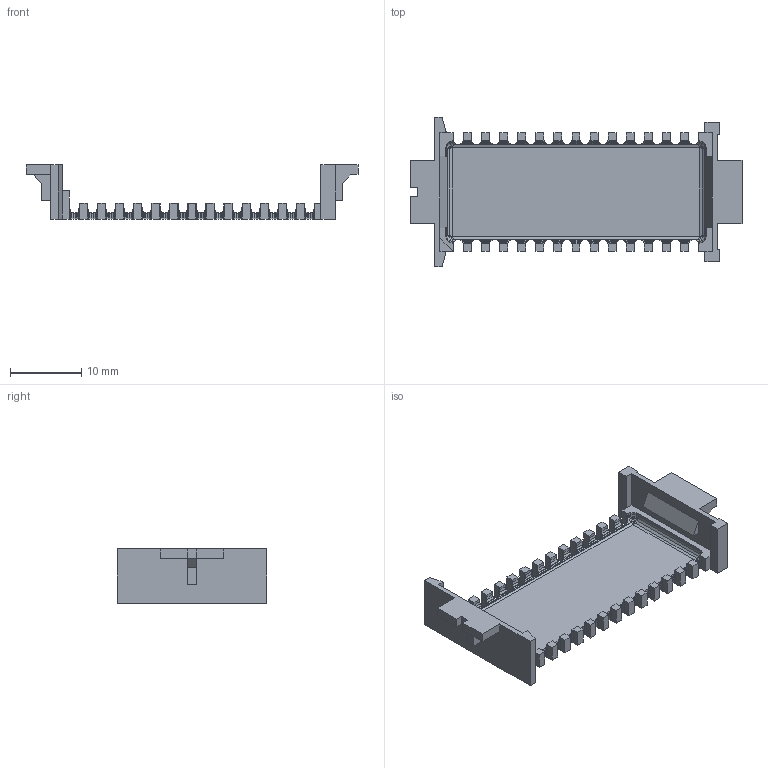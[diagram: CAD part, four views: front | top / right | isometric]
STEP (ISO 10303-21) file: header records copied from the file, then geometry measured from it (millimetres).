
FILE_DESCRIPTION(('FreeCAD Model'),'2;1');
FILE_NAME('Open CASCADE Shape Model','2024-01-08T19:16:47',(''),(''), 'Open CASCADE STEP processor 7.6','FreeCAD','Unknown');
FILE_SCHEMA(('AUTOMOTIVE_DESIGN { 1 0 10303 214 1 1 1 1 }'));
Length unit declared in the file: millimetre
Products named in the file (1): Molex78802_PCB_28001001
Bounding box: 46.6 x 21 x 7.6 mm (x, y, z)
Surface area: 2373.3 mm2 (no closed solid volume)
Topology: 0 solids, 1 shells, 1087 faces, 2221 edges, 1138 vertices
Faces by surface type: plane 1087
Entity records: 26553 total; most frequent: CARTESIAN_POINT 4447, ORIENTED_EDGE 4442, DIRECTION 4397, EDGE_CURVE 2221, LINE 2221, VECTOR 2221, VERTEX_POINT 1138, FACE_BOUND 1089
